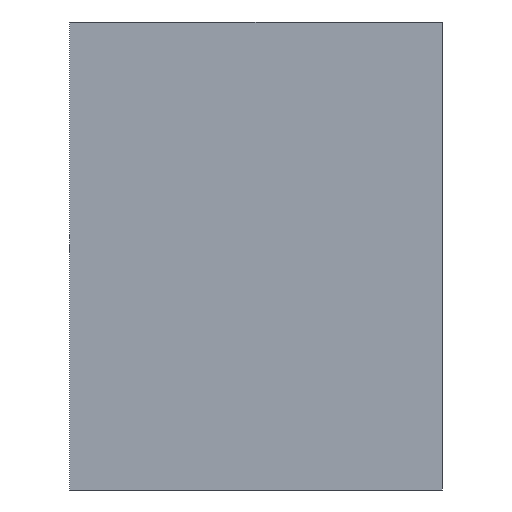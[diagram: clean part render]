
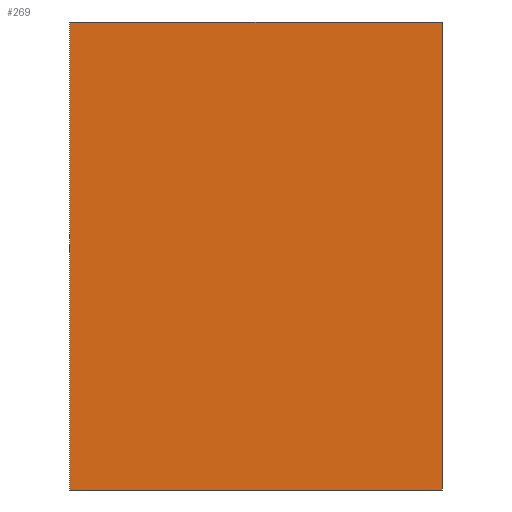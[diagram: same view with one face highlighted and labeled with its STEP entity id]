
A CAD part, front view. The second image highlights one B-rep face of the part: STEP entity #269.
In plain terms, the highlighted planar face has unit normal (0, -1, 0).
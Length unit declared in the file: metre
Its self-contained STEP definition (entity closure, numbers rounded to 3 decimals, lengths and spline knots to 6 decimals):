
#37=FACE_OUTER_BOUND('',#52,.T.);
#52=EDGE_LOOP('',(#236,#237,#238,#239));
#75=LINE('',#422,#108);
#79=LINE('',#430,#112);
#82=LINE('',#436,#115);
#85=LINE('',#440,#118);
#108=VECTOR('',#348,0.01);
#112=VECTOR('',#354,0.01);
#115=VECTOR('',#359,0.01);
#118=VECTOR('',#364,0.01);
#134=VERTEX_POINT('',#419);
#135=VERTEX_POINT('',#421);
#138=VERTEX_POINT('',#429);
#140=VERTEX_POINT('',#435);
#163=EDGE_CURVE('',#135,#134,#75,.T.);
#167=EDGE_CURVE('',#138,#135,#79,.T.);
#170=EDGE_CURVE('',#140,#138,#82,.T.);
#173=EDGE_CURVE('',#134,#140,#85,.T.);
#236=ORIENTED_EDGE('',*,*,#173,.T.);
#237=ORIENTED_EDGE('',*,*,#170,.T.);
#238=ORIENTED_EDGE('',*,*,#167,.T.);
#239=ORIENTED_EDGE('',*,*,#163,.T.);
#254=PLANE('',#300);
#269=ADVANCED_FACE('',(#37),#254,.T.);
#300=AXIS2_PLACEMENT_3D('',#442,#367,#368);
#348=DIRECTION('',(1.,0.,0.));
#354=DIRECTION('',(0.,0.,-1.));
#359=DIRECTION('',(-1.,0.,0.));
#364=DIRECTION('',(0.,0.,1.));
#367=DIRECTION('center_axis',(0.,-1.,0.));
#368=DIRECTION('ref_axis',(0.,0.,-1.));
#419=CARTESIAN_POINT('',(2.909,-0.1,0.));
#421=CARTESIAN_POINT('',(0.,-0.1,0.));
#422=CARTESIAN_POINT('',(2.909,-0.1,0.));
#429=CARTESIAN_POINT('',(0.,-0.1,3.651));
#430=CARTESIAN_POINT('',(0.,-0.1,3.651));
#435=CARTESIAN_POINT('',(2.909,-0.1,3.651));
#436=CARTESIAN_POINT('',(2.909,-0.1,3.651));
#440=CARTESIAN_POINT('',(2.909,-0.1,0.));
#442=CARTESIAN_POINT('Origin',(1.4545,-0.1,1.8255));
